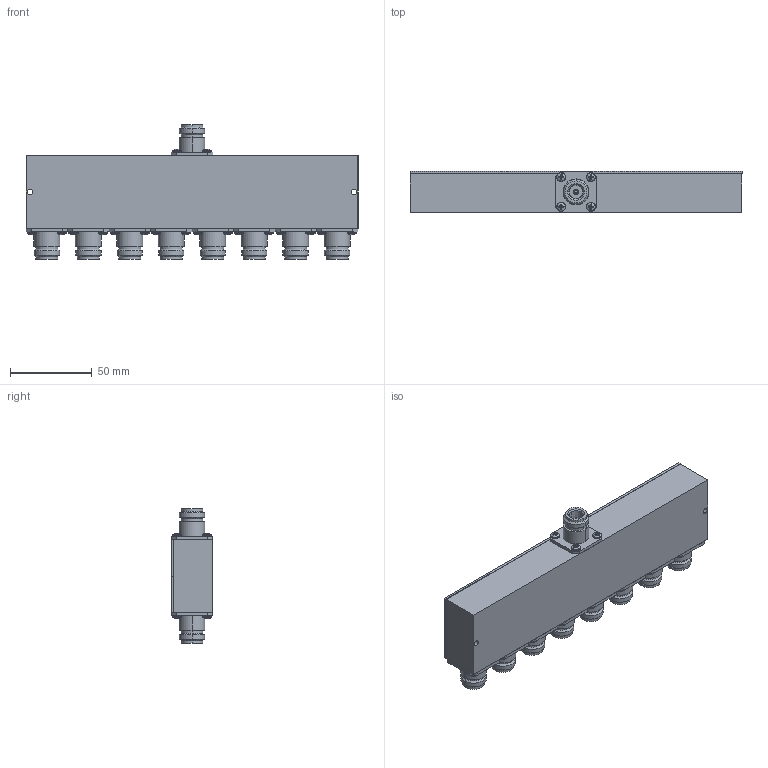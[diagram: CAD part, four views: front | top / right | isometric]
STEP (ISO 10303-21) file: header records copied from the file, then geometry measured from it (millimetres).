
FILE_DESCRIPTION (( 'STEP AP214' ), '1' );
FILE_NAME ('DL 808F-N_C.STEP', '2022-08-01T12:28:06', ( '' ), ( '' ), 'SwSTEP 2.0', 'SolidWorks 2021', '' );
FILE_SCHEMA (( 'AUTOMOTIVE_DESIGN' ));
Length unit declared in the file: inch
Products named in the file (1): DL 808F-N_C
Bounding box: 203.45 x 25.4 x 82.55 mm (x, y, z)
Volume: 266960.9 mm3; surface area: 80481.1 mm2
Topology: 47 solids, 47 shells, 3139 faces, 8232 edges, 5359 vertices
Faces by surface type: cylinder 1323, plane 1082, cone 450, torus 162, sphere 72, bspline 50
Entity records: 135746 total; most frequent: CARTESIAN_POINT 24363, DIRECTION 16724, ORIENTED_EDGE 16428, EDGE_CURVE 8214, AXIS2_PLACEMENT_3D 6672, VERTEX_POINT 5359, CIRCLE 3582, EDGE_LOOP 3409
